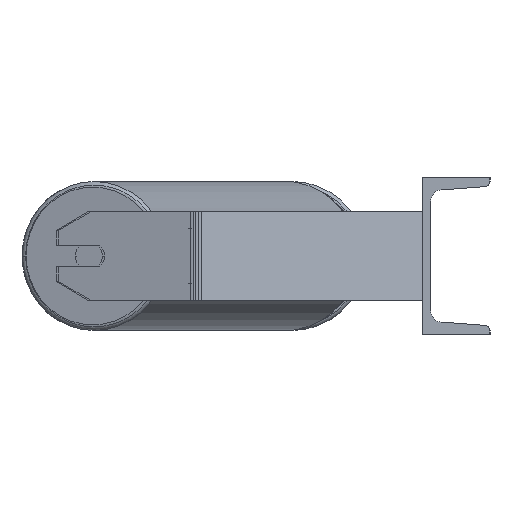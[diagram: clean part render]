
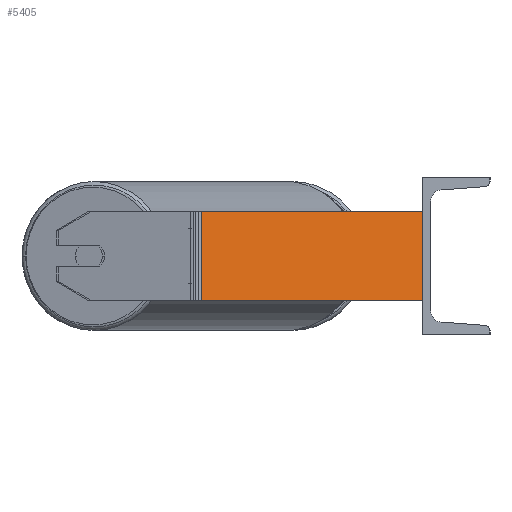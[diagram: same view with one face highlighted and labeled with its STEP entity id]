
A CAD part, left-side view. The second image highlights one B-rep face of the part: STEP entity #5405.
In plain terms, the highlighted planar face has unit normal (-0.94, -0.342, 0).
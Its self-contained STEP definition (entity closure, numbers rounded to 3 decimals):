
#177 = VERTEX_POINT ( 'NONE', #613 ) ;
#303 = VECTOR ( 'NONE', #4048, 1000. ) ;
#613 = CARTESIAN_POINT ( 'NONE',  ( -985., 0., 40. ) ) ;
#836 = EDGE_CURVE ( 'NONE', #8207, #2217, #1668, .T. ) ;
#847 = CARTESIAN_POINT ( 'NONE',  ( -1058.648, 202.346, 40. ) ) ;
#1082 = CARTESIAN_POINT ( 'NONE',  ( -1058.648, 202.346, -40. ) ) ;
#1262 = CARTESIAN_POINT ( 'NONE',  ( -985., 0., 40. ) ) ;
#1290 = CARTESIAN_POINT ( 'NONE',  ( -1056.923, 197.606, 40. ) ) ;
#1371 = CARTESIAN_POINT ( 'NONE',  ( -1056.923, 197.606, 40. ) ) ;
#1668 = LINE ( 'NONE', #1082, #8035 ) ;
#1680 = ORIENTED_EDGE ( 'NONE', *, *, #836, .T. ) ;
#1765 = EDGE_CURVE ( 'NONE', #2823, #8207, #8262, .T. ) ;
#2102 = PLANE ( 'NONE',  #3256 ) ;
#2217 = VERTEX_POINT ( 'NONE', #6895 ) ;
#2823 = VERTEX_POINT ( 'NONE', #1371 ) ;
#3172 = CARTESIAN_POINT ( 'NONE',  ( -1056.923, 197.606, -40. ) ) ;
#3256 = AXIS2_PLACEMENT_3D ( 'NONE', #7167, #5009, #4245 ) ;
#3311 = ORIENTED_EDGE ( 'NONE', *, *, #4109, .F. ) ;
#3836 = EDGE_LOOP ( 'NONE', ( #1680, #5411, #3311, #8058 ) ) ;
#4048 = DIRECTION ( 'NONE',  ( 0., 0., -1. ) ) ;
#4109 = EDGE_CURVE ( 'NONE', #2823, #177, #7348, .T. ) ;
#4245 = DIRECTION ( 'NONE',  ( -0.342, 0.94, 0. ) ) ;
#4913 = DIRECTION ( 'NONE',  ( 0., 0., -1. ) ) ;
#5009 = DIRECTION ( 'NONE',  ( 0.94, 0.342, 0. ) ) ;
#5239 = DIRECTION ( 'NONE',  ( 0.342, -0.94, 0. ) ) ;
#5338 = DIRECTION ( 'NONE',  ( 0.342, -0.94, 0. ) ) ;
#5405 = ADVANCED_FACE ( 'NONE', ( #6436 ), #2102, .F. ) ;
#5411 = ORIENTED_EDGE ( 'NONE', *, *, #8830, .F. ) ;
#6436 = FACE_OUTER_BOUND ( 'NONE', #3836, .T. ) ;
#6895 = CARTESIAN_POINT ( 'NONE',  ( -985., 0., -40. ) ) ;
#7015 = LINE ( 'NONE', #1262, #303 ) ;
#7167 = CARTESIAN_POINT ( 'NONE',  ( -1058.648, 202.346, 40. ) ) ;
#7348 = LINE ( 'NONE', #847, #7774 ) ;
#7774 = VECTOR ( 'NONE', #5239, 1000. ) ;
#8035 = VECTOR ( 'NONE', #5338, 1000. ) ;
#8053 = VECTOR ( 'NONE', #4913, 1000. ) ;
#8058 = ORIENTED_EDGE ( 'NONE', *, *, #1765, .T. ) ;
#8207 = VERTEX_POINT ( 'NONE', #3172 ) ;
#8262 = LINE ( 'NONE', #1290, #8053 ) ;
#8830 = EDGE_CURVE ( 'NONE', #177, #2217, #7015, .T. ) ;
